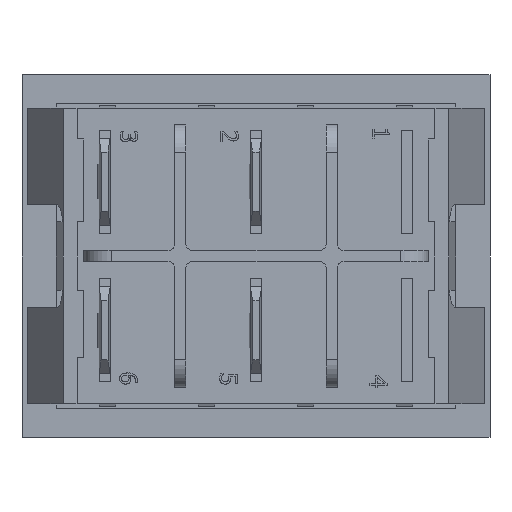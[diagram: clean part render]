
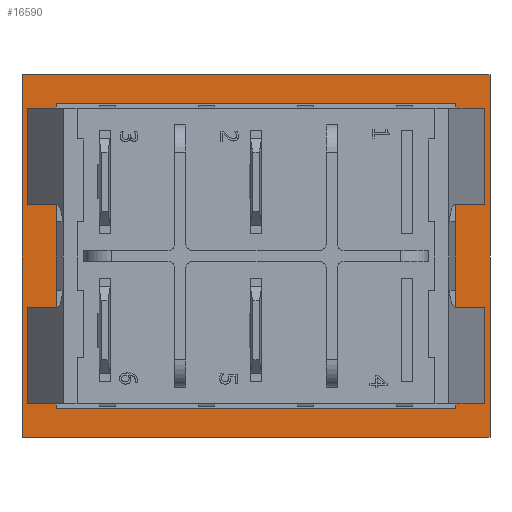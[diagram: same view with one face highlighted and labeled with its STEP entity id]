
A CAD part, front view. The second image highlights one B-rep face of the part: STEP entity #16590.
In plain terms, the highlighted planar face has unit normal (0, -1, 0).
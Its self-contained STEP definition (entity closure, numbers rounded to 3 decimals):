
#652=FACE_BOUND('',#1690,.T.);
#772=FACE_OUTER_BOUND('',#1689,.T.);
#1689=EDGE_LOOP('',(#11181,#11182,#11183,#11184));
#1690=EDGE_LOOP('',(#11185,#11186,#11187,#11188,#11189,#11190,#11191,#11192,
#11193,#11194,#11195,#11196,#11197,#11198,#11199,#11200,#11201,#11202,#11203,
#11204,#11205,#11206,#11207,#11208));
#2701=LINE('',#23492,#4777);
#2702=LINE('',#23494,#4778);
#2703=LINE('',#23496,#4779);
#2704=LINE('',#23497,#4780);
#2705=LINE('',#23500,#4781);
#2706=LINE('',#23502,#4782);
#2707=LINE('',#23504,#4783);
#2708=LINE('',#23506,#4784);
#2709=LINE('',#23508,#4785);
#2710=LINE('',#23510,#4786);
#2711=LINE('',#23512,#4787);
#2712=LINE('',#23514,#4788);
#2713=LINE('',#23516,#4789);
#2714=LINE('',#23518,#4790);
#2715=LINE('',#23520,#4791);
#2716=LINE('',#23522,#4792);
#2717=LINE('',#23524,#4793);
#2718=LINE('',#23526,#4794);
#2719=LINE('',#23528,#4795);
#2720=LINE('',#23530,#4796);
#2721=LINE('',#23532,#4797);
#2722=LINE('',#23534,#4798);
#2723=LINE('',#23536,#4799);
#2724=LINE('',#23538,#4800);
#2725=LINE('',#23540,#4801);
#2726=LINE('',#23542,#4802);
#2727=LINE('',#23544,#4803);
#2728=LINE('',#23545,#4804);
#4777=VECTOR('',#18898,10.);
#4778=VECTOR('',#18899,10.);
#4779=VECTOR('',#18900,10.);
#4780=VECTOR('',#18901,10.);
#4781=VECTOR('',#18902,10.);
#4782=VECTOR('',#18903,10.);
#4783=VECTOR('',#18904,10.);
#4784=VECTOR('',#18905,10.);
#4785=VECTOR('',#18906,10.);
#4786=VECTOR('',#18907,10.);
#4787=VECTOR('',#18908,10.);
#4788=VECTOR('',#18909,10.);
#4789=VECTOR('',#18910,10.);
#4790=VECTOR('',#18911,10.);
#4791=VECTOR('',#18912,10.);
#4792=VECTOR('',#18913,10.);
#4793=VECTOR('',#18914,10.);
#4794=VECTOR('',#18915,10.);
#4795=VECTOR('',#18916,10.);
#4796=VECTOR('',#18917,10.);
#4797=VECTOR('',#18918,10.);
#4798=VECTOR('',#18919,10.);
#4799=VECTOR('',#18920,10.);
#4800=VECTOR('',#18921,10.);
#4801=VECTOR('',#18922,10.);
#4802=VECTOR('',#18923,10.);
#4803=VECTOR('',#18924,10.);
#4804=VECTOR('',#18925,10.);
#6836=VERTEX_POINT('',#23490);
#6837=VERTEX_POINT('',#23491);
#6838=VERTEX_POINT('',#23493);
#6839=VERTEX_POINT('',#23495);
#6840=VERTEX_POINT('',#23498);
#6841=VERTEX_POINT('',#23499);
#6842=VERTEX_POINT('',#23501);
#6843=VERTEX_POINT('',#23503);
#6844=VERTEX_POINT('',#23505);
#6845=VERTEX_POINT('',#23507);
#6846=VERTEX_POINT('',#23509);
#6847=VERTEX_POINT('',#23511);
#6848=VERTEX_POINT('',#23513);
#6849=VERTEX_POINT('',#23515);
#6850=VERTEX_POINT('',#23517);
#6851=VERTEX_POINT('',#23519);
#6852=VERTEX_POINT('',#23521);
#6853=VERTEX_POINT('',#23523);
#6854=VERTEX_POINT('',#23525);
#6855=VERTEX_POINT('',#23527);
#6856=VERTEX_POINT('',#23529);
#6857=VERTEX_POINT('',#23531);
#6858=VERTEX_POINT('',#23533);
#6859=VERTEX_POINT('',#23535);
#6860=VERTEX_POINT('',#23537);
#6861=VERTEX_POINT('',#23539);
#6862=VERTEX_POINT('',#23541);
#6863=VERTEX_POINT('',#23543);
#8505=EDGE_CURVE('',#6836,#6837,#2701,.T.);
#8506=EDGE_CURVE('',#6837,#6838,#2702,.T.);
#8507=EDGE_CURVE('',#6838,#6839,#2703,.T.);
#8508=EDGE_CURVE('',#6839,#6836,#2704,.T.);
#8509=EDGE_CURVE('',#6840,#6841,#2705,.T.);
#8510=EDGE_CURVE('',#6842,#6840,#2706,.T.);
#8511=EDGE_CURVE('',#6843,#6842,#2707,.T.);
#8512=EDGE_CURVE('',#6843,#6844,#2708,.T.);
#8513=EDGE_CURVE('',#6845,#6844,#2709,.T.);
#8514=EDGE_CURVE('',#6845,#6846,#2710,.T.);
#8515=EDGE_CURVE('',#6847,#6846,#2711,.T.);
#8516=EDGE_CURVE('',#6848,#6847,#2712,.T.);
#8517=EDGE_CURVE('',#6849,#6848,#2713,.T.);
#8518=EDGE_CURVE('',#6849,#6850,#2714,.T.);
#8519=EDGE_CURVE('',#6850,#6851,#2715,.T.);
#8520=EDGE_CURVE('',#6851,#6852,#2716,.T.);
#8521=EDGE_CURVE('',#6853,#6852,#2717,.T.);
#8522=EDGE_CURVE('',#6854,#6853,#2718,.T.);
#8523=EDGE_CURVE('',#6855,#6854,#2719,.T.);
#8524=EDGE_CURVE('',#6855,#6856,#2720,.T.);
#8525=EDGE_CURVE('',#6857,#6856,#2721,.T.);
#8526=EDGE_CURVE('',#6857,#6858,#2722,.T.);
#8527=EDGE_CURVE('',#6859,#6858,#2723,.T.);
#8528=EDGE_CURVE('',#6860,#6859,#2724,.T.);
#8529=EDGE_CURVE('',#6861,#6860,#2725,.T.);
#8530=EDGE_CURVE('',#6861,#6862,#2726,.T.);
#8531=EDGE_CURVE('',#6862,#6863,#2727,.T.);
#8532=EDGE_CURVE('',#6863,#6841,#2728,.T.);
#11181=ORIENTED_EDGE('',*,*,#8505,.T.);
#11182=ORIENTED_EDGE('',*,*,#8506,.T.);
#11183=ORIENTED_EDGE('',*,*,#8507,.T.);
#11184=ORIENTED_EDGE('',*,*,#8508,.T.);
#11185=ORIENTED_EDGE('',*,*,#8509,.F.);
#11186=ORIENTED_EDGE('',*,*,#8510,.F.);
#11187=ORIENTED_EDGE('',*,*,#8511,.F.);
#11188=ORIENTED_EDGE('',*,*,#8512,.T.);
#11189=ORIENTED_EDGE('',*,*,#8513,.F.);
#11190=ORIENTED_EDGE('',*,*,#8514,.T.);
#11191=ORIENTED_EDGE('',*,*,#8515,.F.);
#11192=ORIENTED_EDGE('',*,*,#8516,.F.);
#11193=ORIENTED_EDGE('',*,*,#8517,.F.);
#11194=ORIENTED_EDGE('',*,*,#8518,.T.);
#11195=ORIENTED_EDGE('',*,*,#8519,.T.);
#11196=ORIENTED_EDGE('',*,*,#8520,.T.);
#11197=ORIENTED_EDGE('',*,*,#8521,.F.);
#11198=ORIENTED_EDGE('',*,*,#8522,.F.);
#11199=ORIENTED_EDGE('',*,*,#8523,.F.);
#11200=ORIENTED_EDGE('',*,*,#8524,.T.);
#11201=ORIENTED_EDGE('',*,*,#8525,.F.);
#11202=ORIENTED_EDGE('',*,*,#8526,.T.);
#11203=ORIENTED_EDGE('',*,*,#8527,.F.);
#11204=ORIENTED_EDGE('',*,*,#8528,.F.);
#11205=ORIENTED_EDGE('',*,*,#8529,.F.);
#11206=ORIENTED_EDGE('',*,*,#8530,.T.);
#11207=ORIENTED_EDGE('',*,*,#8531,.T.);
#11208=ORIENTED_EDGE('',*,*,#8532,.T.);
#15863=PLANE('',#17552);
#16590=ADVANCED_FACE('',(#772,#652),#15863,.T.);
#17552=AXIS2_PLACEMENT_3D('',#23489,#18896,#18897);
#18896=DIRECTION('center_axis',(0.,-1.,0.));
#18897=DIRECTION('ref_axis',(0.,0.,
1.));
#18898=DIRECTION('',(1.,0.,0.));
#18899=DIRECTION('',(0.,0.,1.));
#18900=DIRECTION('',(-1.,0.,0.));
#18901=DIRECTION('',(0.,0.,-1.));
#18902=DIRECTION('',(-1.,0.,0.));
#18903=DIRECTION('',(0.,0.,1.));
#18904=DIRECTION('',(1.,0.,0.));
#18905=DIRECTION('',(0.,0.,-1.));
#18906=DIRECTION('',(0.,0.,1.));
#18907=DIRECTION('',(0.,0.,-1.));
#18908=DIRECTION('',(-1.,0.,0.));
#18909=DIRECTION('',(0.,0.,1.));
#18910=DIRECTION('',(1.,0.,0.));
#18911=DIRECTION('',(0.,0.,-1.));
#18912=DIRECTION('',(-1.,0.,0.));
#18913=DIRECTION('',(0.,0.,1.));
#18914=DIRECTION('',(1.,0.,0.));
#18915=DIRECTION('',(0.,0.,-1.));
#18916=DIRECTION('',(-1.,0.,0.));
#18917=DIRECTION('',(0.,0.,1.));
#18918=DIRECTION('',(0.,0.,-1.));
#18919=DIRECTION('',(0.,0.,1.));
#18920=DIRECTION('',(1.,0.,0.));
#18921=DIRECTION('',(0.,0.,-1.));
#18922=DIRECTION('',(-1.,0.,0.));
#18923=DIRECTION('',(0.,0.,1.));
#18924=DIRECTION('',(1.,0.,0.));
#18925=DIRECTION('',(0.,0.,-1.));
#23489=CARTESIAN_POINT('Origin',(8.5,15.75,-6.575));
#23490=CARTESIAN_POINT('',(-17.,15.75,-13.15));
#23491=CARTESIAN_POINT('',(17.,15.75,-13.15));
#23492=CARTESIAN_POINT('',(-17.,15.75,-13.15));
#23493=CARTESIAN_POINT('',(17.,15.75,13.15));
#23494=CARTESIAN_POINT('',(17.,15.75,-13.15));
#23495=CARTESIAN_POINT('',(-17.,15.75,13.15));
#23496=CARTESIAN_POINT('',(17.,15.75,13.15));
#23497=CARTESIAN_POINT('',(-17.,15.75,13.15));
#23498=CARTESIAN_POINT('',(14.964,15.75,10.75));
#23499=CARTESIAN_POINT('',(14.5,15.75,10.75));
#23500=CARTESIAN_POINT('',(11.651,15.75,10.75));
#23501=CARTESIAN_POINT('',(14.964,15.75,3.75));
#23502=CARTESIAN_POINT('',(14.964,15.75,2.088));
#23503=CARTESIAN_POINT('',(14.5,15.75,3.75));
#23504=CARTESIAN_POINT('',(14.75,15.75,3.75));
#23505=CARTESIAN_POINT('',(14.5,15.75,2.5));
#23506=CARTESIAN_POINT('',(14.5,15.75,11.05));
#23507=CARTESIAN_POINT('',(14.5,15.75,-2.5));
#23508=CARTESIAN_POINT('',(14.5,15.75,-3.288));
#23509=CARTESIAN_POINT('',(14.5,15.75,-3.75));
#23510=CARTESIAN_POINT('',(14.5,15.75,11.05));
#23511=CARTESIAN_POINT('',(14.964,15.75,-3.75));
#23512=CARTESIAN_POINT('',(14.75,15.75,-3.75));
#23513=CARTESIAN_POINT('',(14.964,15.75,-10.75));
#23514=CARTESIAN_POINT('',(14.964,15.75,-8.663));
#23515=CARTESIAN_POINT('',(14.5,15.75,-10.75));
#23516=CARTESIAN_POINT('',(11.651,15.75,-10.75));
#23517=CARTESIAN_POINT('',(14.5,15.75,-11.05));
#23518=CARTESIAN_POINT('',(14.5,15.75,11.05));
#23519=CARTESIAN_POINT('',(-14.5,15.75,-11.05));
#23520=CARTESIAN_POINT('',(14.5,15.75,-11.05));
#23521=CARTESIAN_POINT('',(-14.5,15.75,-10.75));
#23522=CARTESIAN_POINT('',(-14.5,15.75,-11.05));
#23523=CARTESIAN_POINT('',(-14.964,15.75,-10.75));
#23524=CARTESIAN_POINT('',(-3.151,15.75,-10.75));
#23525=CARTESIAN_POINT('',(-14.964,15.75,-3.75));
#23526=CARTESIAN_POINT('',(-14.964,15.75,-8.663));
#23527=CARTESIAN_POINT('',(-14.5,15.75,-3.75));
#23528=CARTESIAN_POINT('',(-6.25,15.75,-3.75));
#23529=CARTESIAN_POINT('',(-14.5,15.75,-2.5));
#23530=CARTESIAN_POINT('',(-14.5,15.75,-11.05));
#23531=CARTESIAN_POINT('',(-14.5,15.75,2.5));
#23532=CARTESIAN_POINT('',(-14.5,15.75,-3.288));
#23533=CARTESIAN_POINT('',(-14.5,15.75,3.75));
#23534=CARTESIAN_POINT('',(-14.5,15.75,-11.05));
#23535=CARTESIAN_POINT('',(-14.964,15.75,3.75));
#23536=CARTESIAN_POINT('',(-6.25,15.75,3.75));
#23537=CARTESIAN_POINT('',(-14.964,15.75,10.75));
#23538=CARTESIAN_POINT('',(-14.964,15.75,2.088));
#23539=CARTESIAN_POINT('',(-14.5,15.75,10.75));
#23540=CARTESIAN_POINT('',(-3.151,15.75,10.75));
#23541=CARTESIAN_POINT('',(-14.5,15.75,11.05));
#23542=CARTESIAN_POINT('',(-14.5,15.75,-11.05));
#23543=CARTESIAN_POINT('',(14.5,15.75,11.05));
#23544=CARTESIAN_POINT('',(-14.5,15.75,11.05));
#23545=CARTESIAN_POINT('',(14.5,15.75,11.05));
